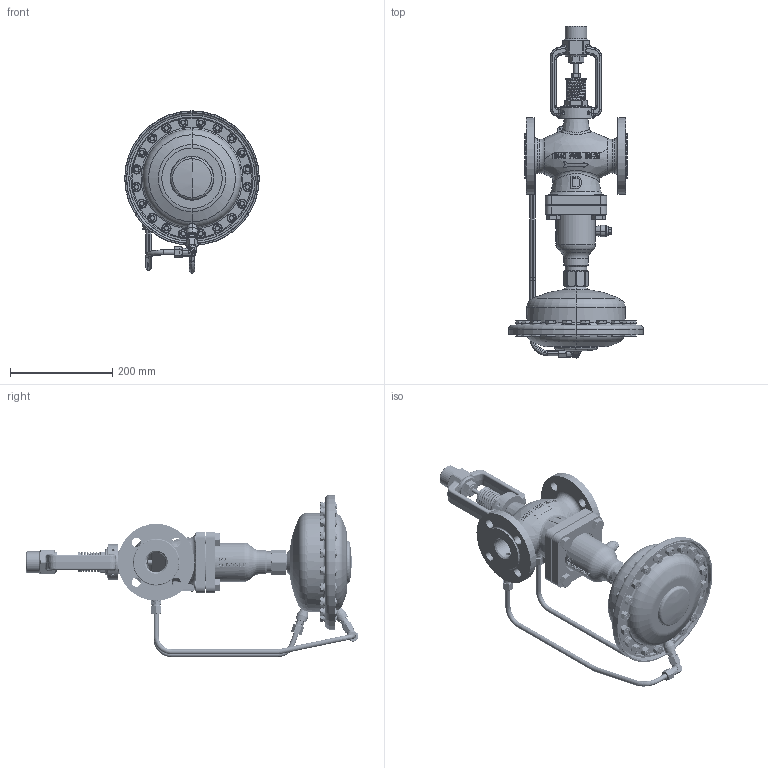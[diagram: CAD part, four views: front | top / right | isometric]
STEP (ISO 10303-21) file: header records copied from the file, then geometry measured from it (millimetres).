
FILE_DESCRIPTION((''),'2;1');
FILE_NAME('003G1082_ASM','2012-11-26T',('u258099'),('Danfoss'),'PRO/ENGINEER BY PARAMETRIC TECHNOLOGY CORPORATION, 2010370','PRO/ENGINEER BY PARAMETRIC TECHNOLOGY CORPORATION, 2010370','');
FILE_SCHEMA(('CONFIG_CONTROL_DESIGN'));
Products named in the file (28): 88618440; 88611940; 51840350; 88619520; 88619550; 88619290; TESNILO_18X14; 52215750; 85390240_STISNJEN; 88619540; 51917490; 52017520; 88619560; VIJAK_G1L4X12_ZAPIRALNI; FAKE_AKS_LEZ; 88635400; 85390870; 88635060; 52017500; 5181800; 51917340; PRIKLJUCEK; PRIKLJUCEK_2; CEV_3; CEV_4; LABEL_PLATE_37X37; 5589607; 003G1082_ASM
Assembly tree (121 placements, depth 2):
  003G1082_ASM
    88618440
    88611940
    51840350  x4
    88619520
    88619550
    88619290
    TESNILO_18X14  x6
    52215750  x4
    85390240_STISNJEN
    88619540
    51917490
    52017520
    88619560
    VIJAK_G1L4X12_ZAPIRALNI  x2
    FAKE_AKS_LEZ
    88635400
    85390870
    88635060
    52017500  x40
    5181800  x20
    51917340  x20
    PRIKLJUCEK
    PRIKLJUCEK_2  x3
    CEV_3
    CEV_4
    LABEL_PLATE_37X37
    5589607  x4
Bounding box: 263.5 x 649.03 x 317.47 mm (x, y, z)
Volume: 2787364.4 mm3; surface area: 917970.9 mm2
Topology: 124 solids, 124 shells, 4471 faces, 10759 edges, 6705 vertices
Faces by surface type: plane 1015, cylinder 1003, cone 828, extrusion 828, bspline 498, torus 263, sphere 36
Entity records: 122061 total; most frequent: CARTESIAN_POINT 58765, ORIENTED_EDGE 14704, DIRECTION 9770, EDGE_CURVE 7352, VERTEX_POINT 4646, B_SPLINE_CURVE_WITH_KNOTS 4645, AXIS2_PLACEMENT_3D 3698, EDGE_LOOP 3196
